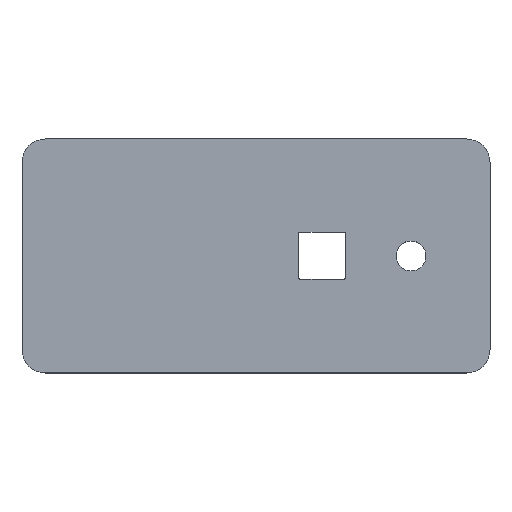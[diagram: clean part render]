
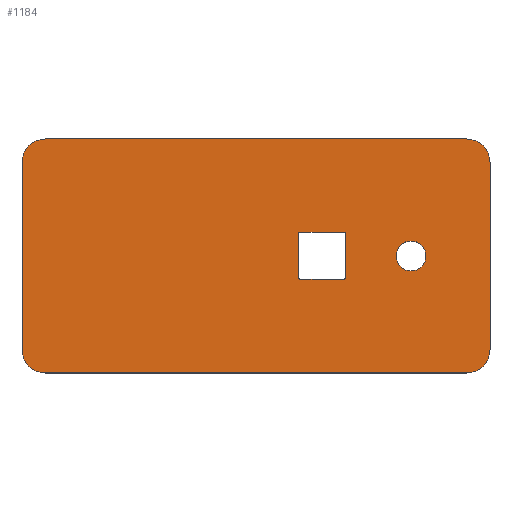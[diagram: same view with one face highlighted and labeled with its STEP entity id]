
A CAD part, top view. The second image highlights one B-rep face of the part: STEP entity #1184.
In plain terms, the highlighted planar face has unit normal (0, 0, 1).
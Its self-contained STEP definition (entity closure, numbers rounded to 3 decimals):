
#19=FACE_BOUND('',#193,.T.);
#20=FACE_BOUND('',#194,.T.);
#64=PLANE('',#1296);
#126=FACE_OUTER_BOUND('',#192,.T.);
#192=EDGE_LOOP('',(#1069,#1070,#1071,#1072,#1073,#1074,#1075,#1076));
#193=EDGE_LOOP('',(#1077));
#194=EDGE_LOOP('',(#1078,#1079,#1080,#1081,#1082,#1083,#1084,#1085));
#201=LINE('',#1648,#332);
#205=LINE('',#1660,#336);
#209=LINE('',#1672,#340);
#213=LINE('',#1684,#344);
#315=LINE('',#1930,#446);
#319=LINE('',#1942,#450);
#323=LINE('',#1954,#454);
#327=LINE('',#1964,#458);
#332=VECTOR('',#1320,10.);
#336=VECTOR('',#1332,10.);
#340=VECTOR('',#1344,10.);
#344=VECTOR('',#1356,10.);
#446=VECTOR('',#1586,10.);
#450=VECTOR('',#1598,10.);
#454=VECTOR('',#1610,10.);
#458=VECTOR('',#1622,10.);
#459=CIRCLE('',#1201,2.55);
#464=CIRCLE('',#1210,0.2);
#466=CIRCLE('',#1214,0.2);
#468=CIRCLE('',#1218,0.2);
#470=CIRCLE('',#1222,0.2);
#488=CIRCLE('',#1282,4.);
#490=CIRCLE('',#1286,4.);
#492=CIRCLE('',#1290,4.);
#494=CIRCLE('',#1294,4.);
#495=VERTEX_POINT('',#1629);
#501=VERTEX_POINT('',#1645);
#502=VERTEX_POINT('',#1647);
#504=VERTEX_POINT('',#1653);
#506=VERTEX_POINT('',#1659);
#508=VERTEX_POINT('',#1665);
#510=VERTEX_POINT('',#1671);
#512=VERTEX_POINT('',#1677);
#514=VERTEX_POINT('',#1683);
#591=VERTEX_POINT('',#1921);
#592=VERTEX_POINT('',#1923);
#594=VERTEX_POINT('',#1929);
#596=VERTEX_POINT('',#1935);
#598=VERTEX_POINT('',#1941);
#600=VERTEX_POINT('',#1947);
#602=VERTEX_POINT('',#1953);
#604=VERTEX_POINT('',#1959);
#605=EDGE_CURVE('',#495,#495,#459,.T.);
#613=EDGE_CURVE('',#502,#501,#201,.T.);
#616=EDGE_CURVE('',#504,#502,#464,.T.);
#619=EDGE_CURVE('',#506,#504,#205,.T.);
#622=EDGE_CURVE('',#508,#506,#466,.T.);
#625=EDGE_CURVE('',#510,#508,#209,.T.);
#628=EDGE_CURVE('',#512,#510,#468,.T.);
#631=EDGE_CURVE('',#514,#512,#213,.T.);
#634=EDGE_CURVE('',#501,#514,#470,.T.);
#750=EDGE_CURVE('',#592,#591,#488,.T.);
#753=EDGE_CURVE('',#594,#592,#315,.T.);
#756=EDGE_CURVE('',#596,#594,#490,.T.);
#759=EDGE_CURVE('',#598,#596,#319,.T.);
#762=EDGE_CURVE('',#600,#598,#492,.T.);
#765=EDGE_CURVE('',#602,#600,#323,.T.);
#768=EDGE_CURVE('',#604,#602,#494,.T.);
#771=EDGE_CURVE('',#591,#604,#327,.T.);
#1069=ORIENTED_EDGE('',*,*,#771,.T.);
#1070=ORIENTED_EDGE('',*,*,#768,.T.);
#1071=ORIENTED_EDGE('',*,*,#765,.T.);
#1072=ORIENTED_EDGE('',*,*,#762,.T.);
#1073=ORIENTED_EDGE('',*,*,#759,.T.);
#1074=ORIENTED_EDGE('',*,*,#756,.T.);
#1075=ORIENTED_EDGE('',*,*,#753,.T.);
#1076=ORIENTED_EDGE('',*,*,#750,.T.);
#1077=ORIENTED_EDGE('',*,*,#605,.T.);
#1078=ORIENTED_EDGE('',*,*,#613,.T.);
#1079=ORIENTED_EDGE('',*,*,#634,.T.);
#1080=ORIENTED_EDGE('',*,*,#631,.T.);
#1081=ORIENTED_EDGE('',*,*,#628,.T.);
#1082=ORIENTED_EDGE('',*,*,#625,.T.);
#1083=ORIENTED_EDGE('',*,*,#622,.T.);
#1084=ORIENTED_EDGE('',*,*,#619,.T.);
#1085=ORIENTED_EDGE('',*,*,#616,.T.);
#1184=ADVANCED_FACE('',(#126,#19,#20),#64,.T.);
#1201=AXIS2_PLACEMENT_3D('',#1630,#1302,#1303);
#1210=AXIS2_PLACEMENT_3D('',#1654,#1326,#1327);
#1214=AXIS2_PLACEMENT_3D('',#1666,#1338,#1339);
#1218=AXIS2_PLACEMENT_3D('',#1678,#1350,#1351);
#1222=AXIS2_PLACEMENT_3D('',#1688,#1362,#1363);
#1282=AXIS2_PLACEMENT_3D('',#1924,#1580,#1581);
#1286=AXIS2_PLACEMENT_3D('',#1936,#1592,#1593);
#1290=AXIS2_PLACEMENT_3D('',#1948,#1604,#1605);
#1294=AXIS2_PLACEMENT_3D('',#1960,#1616,#1617);
#1296=AXIS2_PLACEMENT_3D('',#1965,#1623,#1624);
#1302=DIRECTION('center_axis',(0.,0.,-1.));
#1303=DIRECTION('ref_axis',(-1.,0.,0.));
#1320=DIRECTION('',(1.,0.,0.));
#1326=DIRECTION('center_axis',(0.,0.,-1.));
#1327=DIRECTION('ref_axis',(0.,1.,0.));
#1332=DIRECTION('',(0.,1.,0.));
#1338=DIRECTION('center_axis',(0.,0.,-1.));
#1339=DIRECTION('ref_axis',(-1.,0.,0.));
#1344=DIRECTION('',(-1.,0.,0.));
#1350=DIRECTION('center_axis',(0.,0.,-1.));
#1351=DIRECTION('ref_axis',(0.,-1.,0.));
#1356=DIRECTION('',(0.,-1.,0.));
#1362=DIRECTION('center_axis',(0.,0.,-1.));
#1363=DIRECTION('ref_axis',(1.,0.,0.));
#1580=DIRECTION('center_axis',(0.,0.,1.));
#1581=DIRECTION('ref_axis',(0.,-1.,0.));
#1586=DIRECTION('',(1.,0.,0.));
#1592=DIRECTION('center_axis',(0.,0.,1.));
#1593=DIRECTION('ref_axis',(-1.,0.,0.));
#1598=DIRECTION('',(0.,-1.,0.));
#1604=DIRECTION('center_axis',(0.,0.,1.));
#1605=DIRECTION('ref_axis',(0.,1.,0.));
#1610=DIRECTION('',(-1.,0.,0.));
#1616=DIRECTION('center_axis',(0.,0.,1.));
#1617=DIRECTION('ref_axis',(1.,0.,0.));
#1622=DIRECTION('',(0.,1.,0.));
#1623=DIRECTION('center_axis',(0.,0.,1.));
#1624=DIRECTION('ref_axis',(-1.,0.,0.));
#1629=CARTESIAN_POINT('',(29.05,0.,16.));
#1630=CARTESIAN_POINT('Origin',(26.5,0.,16.));
#1645=CARTESIAN_POINT('',(15.1,4.05,16.));
#1647=CARTESIAN_POINT('',(7.5,4.05,16.));
#1648=CARTESIAN_POINT('',(3.75,4.05,16.));
#1653=CARTESIAN_POINT('',(7.3,3.85,16.));
#1654=CARTESIAN_POINT('Origin',(7.5,3.85,16.));
#1659=CARTESIAN_POINT('',(7.3,-3.75,16.));
#1660=CARTESIAN_POINT('',(7.3,-1.875,16.));
#1665=CARTESIAN_POINT('',(7.5,-3.95,16.));
#1666=CARTESIAN_POINT('Origin',(7.5,-3.75,16.));
#1671=CARTESIAN_POINT('',(15.1,-3.95,16.));
#1672=CARTESIAN_POINT('',(7.55,-3.95,16.));
#1677=CARTESIAN_POINT('',(15.3,-3.75,16.));
#1678=CARTESIAN_POINT('Origin',(15.1,-3.75,16.));
#1683=CARTESIAN_POINT('',(15.3,3.85,16.));
#1684=CARTESIAN_POINT('',(15.3,1.925,16.));
#1688=CARTESIAN_POINT('Origin',(15.1,3.85,16.));
#1921=CARTESIAN_POINT('',(40.,-16.,16.));
#1923=CARTESIAN_POINT('',(36.,-20.,16.));
#1924=CARTESIAN_POINT('Origin',(36.,-16.,16.));
#1929=CARTESIAN_POINT('',(-36.,-20.,16.));
#1930=CARTESIAN_POINT('',(-36.,-20.,16.));
#1935=CARTESIAN_POINT('',(-40.,-16.,16.));
#1936=CARTESIAN_POINT('Origin',(-36.,-16.,16.));
#1941=CARTESIAN_POINT('',(-40.,16.,16.));
#1942=CARTESIAN_POINT('',(-40.,16.,16.));
#1947=CARTESIAN_POINT('',(-36.,20.,16.));
#1948=CARTESIAN_POINT('Origin',(-36.,16.,16.));
#1953=CARTESIAN_POINT('',(36.,20.,16.));
#1954=CARTESIAN_POINT('',(36.,20.,16.));
#1959=CARTESIAN_POINT('',(40.,16.,16.));
#1960=CARTESIAN_POINT('Origin',(36.,16.,16.));
#1964=CARTESIAN_POINT('',(40.,-16.,16.));
#1965=CARTESIAN_POINT('Origin',(0.,0.,
16.));
